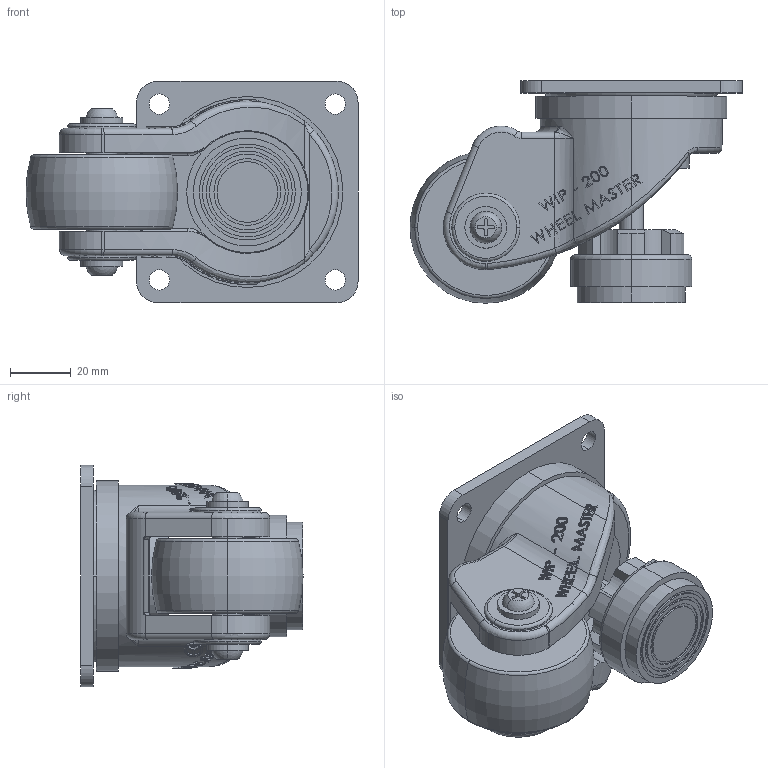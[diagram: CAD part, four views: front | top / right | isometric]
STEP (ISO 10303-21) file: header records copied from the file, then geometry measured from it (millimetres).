
FILE_DESCRIPTION (( 'STEP AP214' ), '1' );
FILE_NAME ('WIP-200F.STEP', '2022-02-21T07:09:48', ( '' ), ( '' ), 'SwSTEP 2.0', 'SolidWorks 2019', '' );
FILE_SCHEMA (( 'AUTOMOTIVE_DESIGN' ));
Length unit declared in the file: millimetre
Products named in the file (1): WIP-200F
Bounding box: 109.5 x 73.3 x 73 mm (x, y, z)
Volume: 197439.7 mm3; surface area: 45365 mm2
Topology: 1 solids, 1 shells, 649 faces, 1700 edges, 1114 vertices
Faces by surface type: plane 306, cylinder 177, bspline 117, torus 38, cone 7, sphere 4
Entity records: 26561 total; most frequent: CARTESIAN_POINT 12273, ORIENTED_EDGE 3392, DIRECTION 2410, EDGE_CURVE 1696, VERTEX_POINT 1114, AXIS2_PLACEMENT_3D 846, EDGE_LOOP 724, LINE 718
